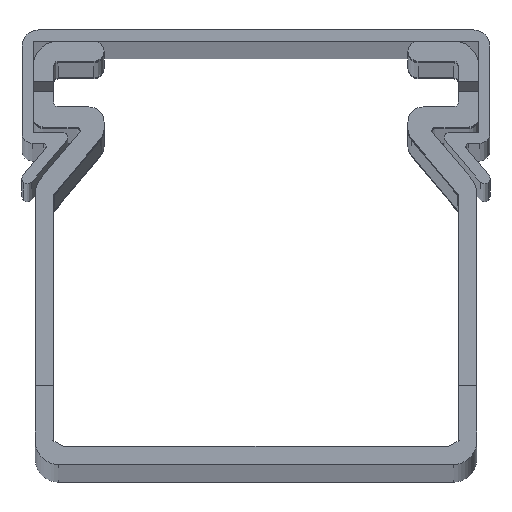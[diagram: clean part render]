
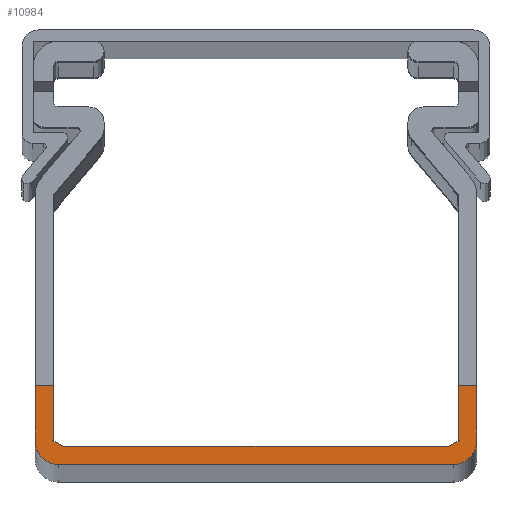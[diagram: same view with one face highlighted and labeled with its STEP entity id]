
A CAD part, top view. The second image highlights one B-rep face of the part: STEP entity #10984.
In plain terms, the highlighted planar face has unit normal (0, 0, 1).
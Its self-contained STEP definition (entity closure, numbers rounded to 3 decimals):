
#679 = ORIENTED_EDGE ( 'NONE', *, *, #17853, .T. ) ;
#2107 = VECTOR ( 'NONE', #23076, 1000. ) ;
#2542 = EDGE_LOOP ( 'NONE', ( #35389, #10168, #35432, #4691, #37138, #14810, #26063, #4432, #19861, #679, #13363, #16379, #26388, #18156, #32275, #28626, #32764, #11094 ) ) ;
#2682 = VECTOR ( 'NONE', #17120, 1000. ) ;
#3230 = DIRECTION ( 'NONE',  ( -0.894, -0.447, 0. ) ) ;
#3345 = DIRECTION ( 'NONE',  ( 0., 0., -1. ) ) ;
#3966 = VECTOR ( 'NONE', #17808, 1000. ) ;
#4432 = ORIENTED_EDGE ( 'NONE', *, *, #11104, .F. ) ;
#4508 = VECTOR ( 'NONE', #23177, 1000. ) ;
#4646 = VERTEX_POINT ( 'NONE', #22005 ) ;
#4691 = ORIENTED_EDGE ( 'NONE', *, *, #13554, .T. ) ;
#5065 = VERTEX_POINT ( 'NONE', #33763 ) ;
#5243 = LINE ( 'NONE', #13770, #15109 ) ;
#5591 = CARTESIAN_POINT ( 'NONE',  ( 20.05, 7.775, 1000. ) ) ;
#5864 = VERTEX_POINT ( 'NONE', #6167 ) ;
#6167 = CARTESIAN_POINT ( 'NONE',  ( -20., 7.8, 1000. ) ) ;
#6338 = CARTESIAN_POINT ( 'NONE',  ( 0., 0., 1000. ) ) ;
#6507 = LINE ( 'NONE', #30165, #25502 ) ;
#6649 = VERTEX_POINT ( 'NONE', #5591 ) ;
#6912 = VERTEX_POINT ( 'NONE', #24951 ) ;
#7082 = LINE ( 'NONE', #34205, #19905 ) ;
#7452 = LINE ( 'NONE', #28207, #17542 ) ;
#7811 = CARTESIAN_POINT ( 'NONE',  ( 0., 7.8, 1000. ) ) ;
#8163 = CIRCLE ( 'NONE', #16859, 2.3 ) ;
#8775 = VERTEX_POINT ( 'NONE', #32612 ) ;
#8844 = DIRECTION ( 'NONE',  ( 0., -1., 0. ) ) ;
#9155 = EDGE_CURVE ( 'NONE', #23546, #4646, #26368, .T. ) ;
#9272 = DIRECTION ( 'NONE',  ( -1., 0., 0. ) ) ;
#10168 = ORIENTED_EDGE ( 'NONE', *, *, #13107, .F. ) ;
#10195 = DIRECTION ( 'NONE',  ( 0., 1., 0. ) ) ;
#10984 = ADVANCED_FACE ( 'NONE', ( #21854 ), #21093, .F. ) ;
#11094 = ORIENTED_EDGE ( 'NONE', *, *, #16572, .T. ) ;
#11104 = EDGE_CURVE ( 'NONE', #18594, #30472, #13687, .T. ) ;
#11164 = CARTESIAN_POINT ( 'NONE',  ( 20., 7.75, 1000. ) ) ;
#11245 = CARTESIAN_POINT ( 'NONE',  ( 20., 26.613, 1000. ) ) ;
#11575 = LINE ( 'NONE', #21258, #21802 ) ;
#11631 = DIRECTION ( 'NONE',  ( -1., 0., 0. ) ) ;
#11638 = DIRECTION ( 'NONE',  ( 1., 0., 0. ) ) ;
#11999 = DIRECTION ( 'NONE',  ( 0., 0., 1. ) ) ;
#12066 = DIRECTION ( 'NONE',  ( 1., 0., 0. ) ) ;
#12293 = VECTOR ( 'NONE', #9272, 1000. ) ;
#13107 = EDGE_CURVE ( 'NONE', #5864, #22518, #14529, .T. ) ;
#13363 = ORIENTED_EDGE ( 'NONE', *, *, #31133, .T. ) ;
#13554 = EDGE_CURVE ( 'NONE', #8775, #18296, #6507, .T. ) ;
#13626 = EDGE_CURVE ( 'NONE', #33150, #16825, #11575, .T. ) ;
#13687 = LINE ( 'NONE', #22049, #15676 ) ;
#13770 = CARTESIAN_POINT ( 'NONE',  ( -20.05, 2.325, 1000. ) ) ;
#13940 = VECTOR ( 'NONE', #11638, 1000. ) ;
#14529 = LINE ( 'NONE', #23248, #21775 ) ;
#14810 = ORIENTED_EDGE ( 'NONE', *, *, #9155, .T. ) ;
#14909 = LINE ( 'NONE', #18015, #31820 ) ;
#14926 = DIRECTION ( 'NONE',  ( -1., 0., 0. ) ) ;
#15109 = VECTOR ( 'NONE', #17070, 1000. ) ;
#15413 = CARTESIAN_POINT ( 'NONE',  ( -20.05, 2.325, 1000. ) ) ;
#15473 = CARTESIAN_POINT ( 'NONE',  ( -20., 1.8, 1000. ) ) ;
#15658 = AXIS2_PLACEMENT_3D ( 'NONE', #6338, #18184, #28609 ) ;
#15676 = VECTOR ( 'NONE', #22246, 1000. ) ;
#16297 = CARTESIAN_POINT ( 'NONE',  ( 21.8, 7.8, 1000. ) ) ;
#16379 = ORIENTED_EDGE ( 'NONE', *, *, #18778, .F. ) ;
#16572 = EDGE_CURVE ( 'NONE', #33150, #25613, #7082, .T. ) ;
#16825 = VERTEX_POINT ( 'NONE', #15413 ) ;
#16859 = AXIS2_PLACEMENT_3D ( 'NONE', #18475, #3345, #12066 ) ;
#17070 = DIRECTION ( 'NONE',  ( 0.894, -0.447, 0. ) ) ;
#17120 = DIRECTION ( 'NONE',  ( 0.894, -0.447, 0. ) ) ;
#17438 = CARTESIAN_POINT ( 'NONE',  ( 19., 1.8, 1000. ) ) ;
#17542 = VECTOR ( 'NONE', #19292, 1000. ) ;
#17741 = CARTESIAN_POINT ( 'NONE',  ( 20.05, 2.325, 1000. ) ) ;
#17808 = DIRECTION ( 'NONE',  ( -0.894, -0.447, 0. ) ) ;
#17853 = EDGE_CURVE ( 'NONE', #6912, #6649, #26277, .T. ) ;
#18015 = CARTESIAN_POINT ( 'NONE',  ( 20., 2.35, 1000. ) ) ;
#18156 = ORIENTED_EDGE ( 'NONE', *, *, #31921, .T. ) ;
#18184 = DIRECTION ( 'NONE',  ( 0., 0., -1. ) ) ;
#18244 = EDGE_CURVE ( 'NONE', #22518, #25613, #32414, .T. ) ;
#18296 = VERTEX_POINT ( 'NONE', #20030 ) ;
#18475 = CARTESIAN_POINT ( 'NONE',  ( 19.5, 2.3, 1000. ) ) ;
#18591 = CARTESIAN_POINT ( 'NONE',  ( -20., 7.75, 1000. ) ) ;
#18594 = VERTEX_POINT ( 'NONE', #16297 ) ;
#18727 = EDGE_CURVE ( 'NONE', #16825, #5065, #5243, .T. ) ;
#18778 = EDGE_CURVE ( 'NONE', #35858, #33339, #34515, .T. ) ;
#18827 = AXIS2_PLACEMENT_3D ( 'NONE', #20358, #11999, #11631 ) ;
#18983 = VECTOR ( 'NONE', #37472, 1000. ) ;
#19292 = DIRECTION ( 'NONE',  ( -0.894, -0.447, 0. ) ) ;
#19861 = ORIENTED_EDGE ( 'NONE', *, *, #34796, .F. ) ;
#19905 = VECTOR ( 'NONE', #10195, 1000. ) ;
#20030 = CARTESIAN_POINT ( 'NONE',  ( -21.8, 2.3, 1000. ) ) ;
#20358 = CARTESIAN_POINT ( 'NONE',  ( -19.5, 2.3, 1000. ) ) ;
#21093 = PLANE ( 'NONE',  #15658 ) ;
#21258 = CARTESIAN_POINT ( 'NONE',  ( -20., 2.35, 1000. ) ) ;
#21775 = VECTOR ( 'NONE', #25786, 1000. ) ;
#21802 = VECTOR ( 'NONE', #3230, 1000. ) ;
#21854 = FACE_OUTER_BOUND ( 'NONE', #2542, .T. ) ;
#22005 = CARTESIAN_POINT ( 'NONE',  ( 19.5, 0., 1000. ) ) ;
#22049 = CARTESIAN_POINT ( 'NONE',  ( 21.8, 0., 1000. ) ) ;
#22246 = DIRECTION ( 'NONE',  ( 0., -1., 0. ) ) ;
#22518 = VERTEX_POINT ( 'NONE', #24179 ) ;
#22740 = VERTEX_POINT ( 'NONE', #17741 ) ;
#23076 = DIRECTION ( 'NONE',  ( 0., 1., 0. ) ) ;
#23177 = DIRECTION ( 'NONE',  ( 0.894, -0.447, 0. ) ) ;
#23248 = CARTESIAN_POINT ( 'NONE',  ( -20.05, 7.775, 1000. ) ) ;
#23304 = EDGE_CURVE ( 'NONE', #30472, #4646, #8163, .T. ) ;
#23370 = CARTESIAN_POINT ( 'NONE',  ( 20.05, 7.775, 1000. ) ) ;
#23546 = VERTEX_POINT ( 'NONE', #28327 ) ;
#23812 = LINE ( 'NONE', #32328, #3966 ) ;
#24179 = CARTESIAN_POINT ( 'NONE',  ( -20.05, 7.775, 1000. ) ) ;
#24951 = CARTESIAN_POINT ( 'NONE',  ( 20., 7.8, 1000. ) ) ;
#25464 = LINE ( 'NONE', #7811, #18983 ) ;
#25502 = VECTOR ( 'NONE', #8844, 1000. ) ;
#25613 = VERTEX_POINT ( 'NONE', #18591 ) ;
#25786 = DIRECTION ( 'NONE',  ( -0.894, -0.447, 0. ) ) ;
#26063 = ORIENTED_EDGE ( 'NONE', *, *, #23304, .F. ) ;
#26277 = LINE ( 'NONE', #23370, #4508 ) ;
#26368 = LINE ( 'NONE', #38175, #13940 ) ;
#26388 = ORIENTED_EDGE ( 'NONE', *, *, #32499, .T. ) ;
#26561 = DIRECTION ( 'NONE',  ( 0.894, -0.447, 0. ) ) ;
#27323 = CARTESIAN_POINT ( 'NONE',  ( 0., 7.8, 1000. ) ) ;
#28018 = CARTESIAN_POINT ( 'NONE',  ( -20., 2.35, 1000. ) ) ;
#28207 = CARTESIAN_POINT ( 'NONE',  ( 20.05, 2.325, 1000. ) ) ;
#28327 = CARTESIAN_POINT ( 'NONE',  ( -19.5, 0., 1000. ) ) ;
#28517 = CARTESIAN_POINT ( 'NONE',  ( 20., 2.35, 1000. ) ) ;
#28609 = DIRECTION ( 'NONE',  ( -1., 0., 0. ) ) ;
#28626 = ORIENTED_EDGE ( 'NONE', *, *, #18727, .F. ) ;
#30165 = CARTESIAN_POINT ( 'NONE',  ( -21.8, 0., 1000. ) ) ;
#30472 = VERTEX_POINT ( 'NONE', #37045 ) ;
#30680 = EDGE_CURVE ( 'NONE', #5864, #8775, #35862, .T. ) ;
#31133 = EDGE_CURVE ( 'NONE', #6649, #33339, #23812, .T. ) ;
#31820 = VECTOR ( 'NONE', #26561, 1000. ) ;
#31921 = EDGE_CURVE ( 'NONE', #22740, #34106, #7452, .T. ) ;
#32275 = ORIENTED_EDGE ( 'NONE', *, *, #37829, .T. ) ;
#32328 = CARTESIAN_POINT ( 'NONE',  ( 20., 7.75, 1000. ) ) ;
#32414 = LINE ( 'NONE', #35311, #2682 ) ;
#32444 = EDGE_CURVE ( 'NONE', #18296, #23546, #36130, .T. ) ;
#32499 = EDGE_CURVE ( 'NONE', #35858, #22740, #14909, .T. ) ;
#32612 = CARTESIAN_POINT ( 'NONE',  ( -21.8, 7.8, 1000. ) ) ;
#32737 = LINE ( 'NONE', #15473, #12293 ) ;
#32764 = ORIENTED_EDGE ( 'NONE', *, *, #13626, .F. ) ;
#33150 = VERTEX_POINT ( 'NONE', #28018 ) ;
#33339 = VERTEX_POINT ( 'NONE', #11164 ) ;
#33763 = CARTESIAN_POINT ( 'NONE',  ( -19., 1.8, 1000. ) ) ;
#34106 = VERTEX_POINT ( 'NONE', #17438 ) ;
#34205 = CARTESIAN_POINT ( 'NONE',  ( -20., 26.613, 1000. ) ) ;
#34515 = LINE ( 'NONE', #11245, #2107 ) ;
#34796 = EDGE_CURVE ( 'NONE', #6912, #18594, #25464, .T. ) ;
#35311 = CARTESIAN_POINT ( 'NONE',  ( -20., 7.75, 1000. ) ) ;
#35389 = ORIENTED_EDGE ( 'NONE', *, *, #18244, .F. ) ;
#35432 = ORIENTED_EDGE ( 'NONE', *, *, #30680, .T. ) ;
#35858 = VERTEX_POINT ( 'NONE', #28517 ) ;
#35862 = LINE ( 'NONE', #27323, #36109 ) ;
#36109 = VECTOR ( 'NONE', #14926, 1000. ) ;
#36130 = CIRCLE ( 'NONE', #18827, 2.3 ) ;
#37045 = CARTESIAN_POINT ( 'NONE',  ( 21.8, 2.3, 1000. ) ) ;
#37138 = ORIENTED_EDGE ( 'NONE', *, *, #32444, .T. ) ;
#37472 = DIRECTION ( 'NONE',  ( 1., 0., 0. ) ) ;
#37829 = EDGE_CURVE ( 'NONE', #34106, #5065, #32737, .T. ) ;
#38175 = CARTESIAN_POINT ( 'NONE',  ( 0., 0., 1000. ) ) ;
